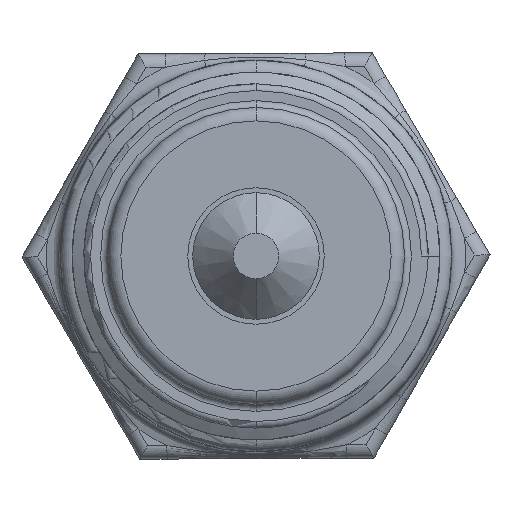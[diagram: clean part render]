
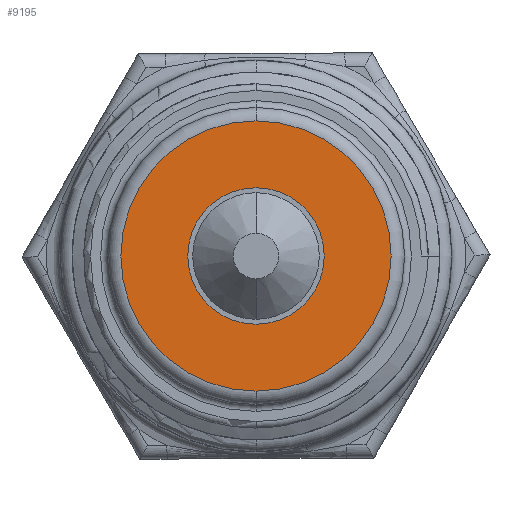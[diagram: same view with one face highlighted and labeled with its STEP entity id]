
A CAD part, front view. The second image highlights one B-rep face of the part: STEP entity #9195.
In plain terms, the highlighted planar face has unit normal (0, -1, 0).
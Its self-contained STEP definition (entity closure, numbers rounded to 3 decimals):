
#608 = CIRCLE ( 'NONE', #12445, 10. ) ;
#1387 = AXIS2_PLACEMENT_3D ( 'NONE', #6446, #17409, #19006 ) ;
#2331 = EDGE_CURVE ( 'NONE', #5110, #16267, #608, .T. ) ;
#2705 = DIRECTION ( 'NONE',  ( 0., 0., -1. ) ) ;
#2861 = DIRECTION ( 'NONE',  ( 0., 0., -1. ) ) ;
#3533 = CIRCLE ( 'NONE', #12696, 10. ) ;
#4336 = EDGE_CURVE ( 'NONE', #15259, #13678, #8608, .T. ) ;
#4439 = CIRCLE ( 'NONE', #1387, 5.05 ) ;
#4451 = CARTESIAN_POINT ( 'NONE',  ( 0., -22., 0. ) ) ;
#4617 = EDGE_LOOP ( 'NONE', ( #15803, #17220 ) ) ;
#4795 = EDGE_LOOP ( 'NONE', ( #8202, #20004 ) ) ;
#4822 = CARTESIAN_POINT ( 'NONE',  ( 0., -22., -10. ) ) ;
#5110 = VERTEX_POINT ( 'NONE', #4822 ) ;
#6273 = EDGE_CURVE ( 'NONE', #16267, #5110, #3533, .T. ) ;
#6347 = CARTESIAN_POINT ( 'NONE',  ( 0., -22., -5.05 ) ) ;
#6446 = CARTESIAN_POINT ( 'NONE',  ( 0., -22., 0. ) ) ;
#8202 = ORIENTED_EDGE ( 'NONE', *, *, #2331, .T. ) ;
#8608 = CIRCLE ( 'NONE', #20488, 5.05 ) ;
#8781 = DIRECTION ( 'NONE',  ( 0., 0., -1. ) ) ;
#9195 = ADVANCED_FACE ( 'NONE', ( #12407, #20265 ), #20478, .T. ) ;
#9309 = DIRECTION ( 'NONE',  ( 0., 0., -1. ) ) ;
#10925 = DIRECTION ( 'NONE',  ( 0., -1., 0. ) ) ;
#10929 = CARTESIAN_POINT ( 'NONE',  ( 0., -22., 0. ) ) ;
#12191 = DIRECTION ( 'NONE',  ( 0., -1., 0. ) ) ;
#12407 = FACE_BOUND ( 'NONE', #4617, .T. ) ;
#12445 = AXIS2_PLACEMENT_3D ( 'NONE', #10929, #17406, #2861 ) ;
#12696 = AXIS2_PLACEMENT_3D ( 'NONE', #17251, #15678, #2705 ) ;
#13407 = CARTESIAN_POINT ( 'NONE',  ( 0., -22., 10. ) ) ;
#13678 = VERTEX_POINT ( 'NONE', #20502 ) ;
#13897 = CARTESIAN_POINT ( 'NONE',  ( 0., -22., 0. ) ) ;
#15199 = EDGE_CURVE ( 'NONE', #13678, #15259, #4439, .T. ) ;
#15259 = VERTEX_POINT ( 'NONE', #6347 ) ;
#15678 = DIRECTION ( 'NONE',  ( 0., -1., 0. ) ) ;
#15803 = ORIENTED_EDGE ( 'NONE', *, *, #4336, .F. ) ;
#16267 = VERTEX_POINT ( 'NONE', #13407 ) ;
#17220 = ORIENTED_EDGE ( 'NONE', *, *, #15199, .F. ) ;
#17251 = CARTESIAN_POINT ( 'NONE',  ( 0., -22., 0. ) ) ;
#17406 = DIRECTION ( 'NONE',  ( 0., -1., 0. ) ) ;
#17409 = DIRECTION ( 'NONE',  ( 0., -1., 0. ) ) ;
#18382 = AXIS2_PLACEMENT_3D ( 'NONE', #13897, #12191, #8781 ) ;
#19006 = DIRECTION ( 'NONE',  ( 0., 0., -1. ) ) ;
#20004 = ORIENTED_EDGE ( 'NONE', *, *, #6273, .T. ) ;
#20265 = FACE_OUTER_BOUND ( 'NONE', #4795, .T. ) ;
#20478 = PLANE ( 'NONE',  #18382 ) ;
#20488 = AXIS2_PLACEMENT_3D ( 'NONE', #4451, #10925, #9309 ) ;
#20502 = CARTESIAN_POINT ( 'NONE',  ( 0., -22., 5.05 ) ) ;
